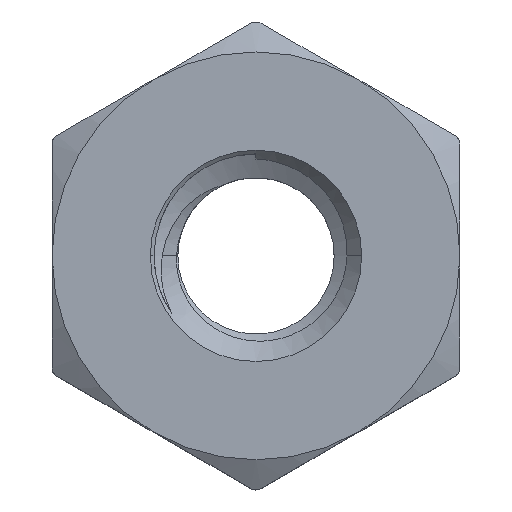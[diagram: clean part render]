
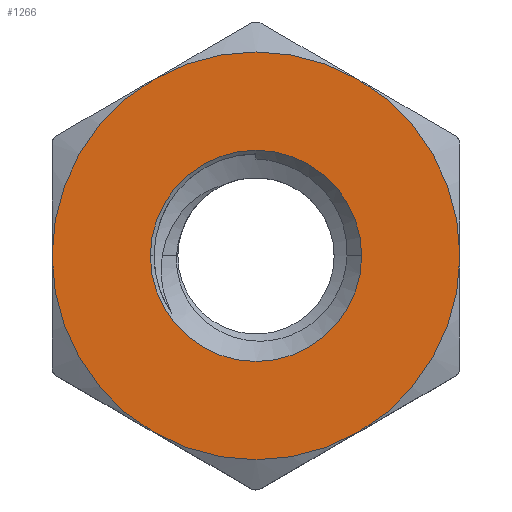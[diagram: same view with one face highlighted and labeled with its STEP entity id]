
A CAD part, top view. The second image highlights one B-rep face of the part: STEP entity #1266.
In plain terms, the highlighted planar face has unit normal (0, 0, 1).
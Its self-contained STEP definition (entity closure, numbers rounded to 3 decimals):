
#83 = CARTESIAN_POINT ( 'NONE',  ( 1.295, 0., 1. ) ) ;
#124 = EDGE_LOOP ( 'NONE', ( #204, #1151, #1869, #1682, #1677, #146 ) ) ;
#146 = ORIENTED_EDGE ( 'NONE', *, *, #1142, .T. ) ;
#181 = CARTESIAN_POINT ( 'NONE',  ( 0., 0., 1. ) ) ;
#187 = AXIS2_PLACEMENT_3D ( 'NONE', #2316, #877, #502 ) ;
#204 = ORIENTED_EDGE ( 'NONE', *, *, #2253, .T. ) ;
#251 = CARTESIAN_POINT ( 'NONE',  ( 0., 0., 1. ) ) ;
#352 = DIRECTION ( 'NONE',  ( 0., 0., 1. ) ) ;
#394 = VERTEX_POINT ( 'NONE', #1707 ) ;
#396 = CIRCLE ( 'NONE', #2281, 1.295 ) ;
#440 = CARTESIAN_POINT ( 'NONE',  ( 0., 0., 1. ) ) ;
#447 = CIRCLE ( 'NONE', #2010, 2.5 ) ;
#473 = VERTEX_POINT ( 'NONE', #1941 ) ;
#474 = CIRCLE ( 'NONE', #619, 2.5 ) ;
#502 = DIRECTION ( 'NONE',  ( 1., 0., 0. ) ) ;
#517 = DIRECTION ( 'NONE',  ( 1., 0., 0. ) ) ;
#531 = CARTESIAN_POINT ( 'NONE',  ( 0., 0., 1. ) ) ;
#540 = DIRECTION ( 'NONE',  ( 1., 0., 0. ) ) ;
#619 = AXIS2_PLACEMENT_3D ( 'NONE', #1597, #352, #893 ) ;
#682 = CARTESIAN_POINT ( 'NONE',  ( 0., 0., 1. ) ) ;
#721 = DIRECTION ( 'NONE',  ( 1., 0., 0. ) ) ;
#765 = EDGE_CURVE ( 'NONE', #987, #394, #396, .T. ) ;
#766 = CIRCLE ( 'NONE', #1161, 2.5 ) ;
#783 = EDGE_CURVE ( 'NONE', #1115, #1924, #766, .T. ) ;
#796 = DIRECTION ( 'NONE',  ( 0., 0., 1. ) ) ;
#877 = DIRECTION ( 'NONE',  ( 0., 0., 1. ) ) ;
#893 = DIRECTION ( 'NONE',  ( 1., 0., 0. ) ) ;
#909 = CARTESIAN_POINT ( 'NONE',  ( 0., 0., 1. ) ) ;
#968 = EDGE_CURVE ( 'NONE', #473, #1115, #1284, .T. ) ;
#969 = DIRECTION ( 'NONE',  ( 1., 0., 0. ) ) ;
#987 = VERTEX_POINT ( 'NONE', #83 ) ;
#1045 = DIRECTION ( 'NONE',  ( 1., 0., 0. ) ) ;
#1052 = DIRECTION ( 'NONE',  ( 0., 0., 1. ) ) ;
#1069 = DIRECTION ( 'NONE',  ( 0., 0., 1. ) ) ;
#1098 = CARTESIAN_POINT ( 'NONE',  ( 1.25, -2.165, 1. ) ) ;
#1115 = VERTEX_POINT ( 'NONE', #1905 ) ;
#1126 = CIRCLE ( 'NONE', #187, 2.5 ) ;
#1142 = EDGE_CURVE ( 'NONE', #2101, #2043, #1873, .T. ) ;
#1151 = ORIENTED_EDGE ( 'NONE', *, *, #968, .T. ) ;
#1161 = AXIS2_PLACEMENT_3D ( 'NONE', #531, #1052, #540 ) ;
#1266 = ADVANCED_FACE ( 'NONE', ( #1661, #1712 ), #1703, .T. ) ;
#1268 = DIRECTION ( 'NONE',  ( 0., 0., 1. ) ) ;
#1274 = DIRECTION ( 'NONE',  ( 1., 0., 0. ) ) ;
#1284 = CIRCLE ( 'NONE', #1503, 2.5 ) ;
#1295 = CARTESIAN_POINT ( 'NONE',  ( -1.25, 2.165, 1. ) ) ;
#1312 = AXIS2_PLACEMENT_3D ( 'NONE', #440, #1696, #1884 ) ;
#1411 = EDGE_CURVE ( 'NONE', #1924, #1893, #1126, .T. ) ;
#1431 = CARTESIAN_POINT ( 'NONE',  ( -2.5, 0., 1. ) ) ;
#1449 = EDGE_CURVE ( 'NONE', #1893, #2101, #474, .T. ) ;
#1503 = AXIS2_PLACEMENT_3D ( 'NONE', #251, #796, #969 ) ;
#1577 = DIRECTION ( 'NONE',  ( 0., 0., 1. ) ) ;
#1597 = CARTESIAN_POINT ( 'NONE',  ( 0., 0., 1. ) ) ;
#1661 = FACE_BOUND ( 'NONE', #2057, .T. ) ;
#1677 = ORIENTED_EDGE ( 'NONE', *, *, #1449, .T. ) ;
#1682 = ORIENTED_EDGE ( 'NONE', *, *, #1411, .T. ) ;
#1696 = DIRECTION ( 'NONE',  ( 0., 0., 1. ) ) ;
#1703 = PLANE ( 'NONE',  #1312 ) ;
#1707 = CARTESIAN_POINT ( 'NONE',  ( -1.295, 0., 1. ) ) ;
#1708 = CIRCLE ( 'NONE', #2170, 1.295 ) ;
#1712 = FACE_OUTER_BOUND ( 'NONE', #124, .T. ) ;
#1745 = CARTESIAN_POINT ( 'NONE',  ( -1.25, -2.165, 1. ) ) ;
#1869 = ORIENTED_EDGE ( 'NONE', *, *, #783, .T. ) ;
#1873 = CIRCLE ( 'NONE', #2151, 2.5 ) ;
#1884 = DIRECTION ( 'NONE',  ( 1., 0., 0. ) ) ;
#1893 = VERTEX_POINT ( 'NONE', #1431 ) ;
#1905 = CARTESIAN_POINT ( 'NONE',  ( 1.25, 2.165, 1. ) ) ;
#1924 = VERTEX_POINT ( 'NONE', #1295 ) ;
#1936 = ORIENTED_EDGE ( 'NONE', *, *, #2026, .F. ) ;
#1941 = CARTESIAN_POINT ( 'NONE',  ( 2.5, 0., 1. ) ) ;
#2010 = AXIS2_PLACEMENT_3D ( 'NONE', #2324, #1069, #517 ) ;
#2026 = EDGE_CURVE ( 'NONE', #394, #987, #1708, .T. ) ;
#2043 = VERTEX_POINT ( 'NONE', #1098 ) ;
#2057 = EDGE_LOOP ( 'NONE', ( #2274, #1936 ) ) ;
#2101 = VERTEX_POINT ( 'NONE', #1745 ) ;
#2151 = AXIS2_PLACEMENT_3D ( 'NONE', #682, #1577, #1045 ) ;
#2166 = DIRECTION ( 'NONE',  ( 0., 0., 1. ) ) ;
#2170 = AXIS2_PLACEMENT_3D ( 'NONE', #909, #1268, #1274 ) ;
#2253 = EDGE_CURVE ( 'NONE', #2043, #473, #447, .T. ) ;
#2274 = ORIENTED_EDGE ( 'NONE', *, *, #765, .F. ) ;
#2281 = AXIS2_PLACEMENT_3D ( 'NONE', #181, #2166, #721 ) ;
#2316 = CARTESIAN_POINT ( 'NONE',  ( 0., 0., 1. ) ) ;
#2324 = CARTESIAN_POINT ( 'NONE',  ( 0., 0., 1. ) ) ;
